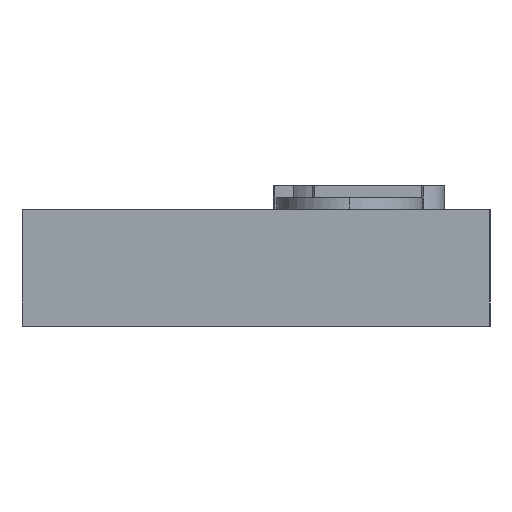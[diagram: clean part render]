
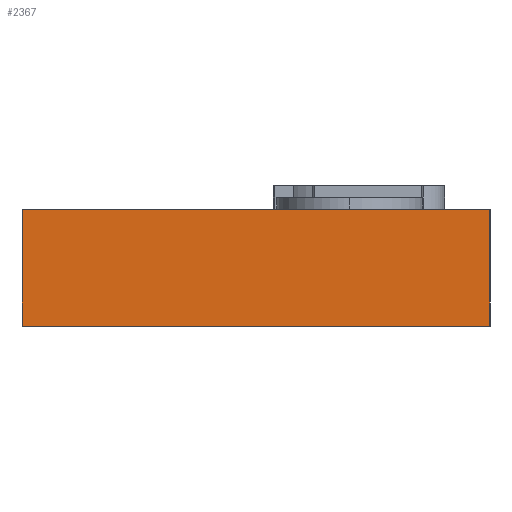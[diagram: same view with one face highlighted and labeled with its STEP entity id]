
A CAD part, left-side view. The second image highlights one B-rep face of the part: STEP entity #2367.
In plain terms, the highlighted planar face has unit normal (-1, 0, 0).
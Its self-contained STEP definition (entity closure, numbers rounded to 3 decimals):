
#156 = LINE ( 'NONE', #8750, #12678 ) ;
#580 = VERTEX_POINT ( 'NONE', #14526 ) ;
#877 = EDGE_CURVE ( 'NONE', #1628, #13948, #15464, .T. ) ;
#904 = ORIENTED_EDGE ( 'NONE', *, *, #10617, .F. ) ;
#1157 = CARTESIAN_POINT ( 'NONE',  ( -100., -10., 0. ) ) ;
#1254 = LINE ( 'NONE', #8926, #3429 ) ;
#1535 = VERTEX_POINT ( 'NONE', #9606 ) ;
#1628 = VERTEX_POINT ( 'NONE', #11066 ) ;
#1948 = FACE_OUTER_BOUND ( 'NONE', #14920, .T. ) ;
#2352 = CARTESIAN_POINT ( 'NONE',  ( -100., 10., 5. ) ) ;
#2367 = ADVANCED_FACE ( 'NONE', ( #1948 ), #9652, .F. ) ;
#2704 = DIRECTION ( 'NONE',  ( 0., -1., 0. ) ) ;
#3429 = VECTOR ( 'NONE', #2704, 1000. ) ;
#5128 = DIRECTION ( 'NONE',  ( 0., 0., -1. ) ) ;
#5803 = AXIS2_PLACEMENT_3D ( 'NONE', #12158, #13432, #5925 ) ;
#5866 = VECTOR ( 'NONE', #5128, 1000. ) ;
#5925 = DIRECTION ( 'NONE',  ( 0., 0., -1. ) ) ;
#5998 = ORIENTED_EDGE ( 'NONE', *, *, #877, .F. ) ;
#8750 = CARTESIAN_POINT ( 'NONE',  ( -100., 10., 5. ) ) ;
#8926 = CARTESIAN_POINT ( 'NONE',  ( -100., 10., 0. ) ) ;
#9606 = CARTESIAN_POINT ( 'NONE',  ( -100., 10., 5. ) ) ;
#9652 = PLANE ( 'NONE',  #5803 ) ;
#9830 = VECTOR ( 'NONE', #12333, 1000. ) ;
#10617 = EDGE_CURVE ( 'NONE', #1535, #1628, #156, .T. ) ;
#11066 = CARTESIAN_POINT ( 'NONE',  ( -100., -10., 5. ) ) ;
#12158 = CARTESIAN_POINT ( 'NONE',  ( -100., 10., 5. ) ) ;
#12333 = DIRECTION ( 'NONE',  ( 0., 0., -1. ) ) ;
#12615 = CARTESIAN_POINT ( 'NONE',  ( -100., -10., 5. ) ) ;
#12678 = VECTOR ( 'NONE', #15002, 1000. ) ;
#12768 = LINE ( 'NONE', #2352, #9830 ) ;
#13405 = ORIENTED_EDGE ( 'NONE', *, *, #14412, .T. ) ;
#13432 = DIRECTION ( 'NONE',  ( 1., 0., 0. ) ) ;
#13948 = VERTEX_POINT ( 'NONE', #1157 ) ;
#14412 = EDGE_CURVE ( 'NONE', #580, #13948, #1254, .T. ) ;
#14526 = CARTESIAN_POINT ( 'NONE',  ( -100., 10., 0. ) ) ;
#14920 = EDGE_LOOP ( 'NONE', ( #13405, #5998, #904, #15453 ) ) ;
#15002 = DIRECTION ( 'NONE',  ( 0., -1., 0. ) ) ;
#15453 = ORIENTED_EDGE ( 'NONE', *, *, #15685, .T. ) ;
#15464 = LINE ( 'NONE', #12615, #5866 ) ;
#15685 = EDGE_CURVE ( 'NONE', #1535, #580, #12768, .T. ) ;
